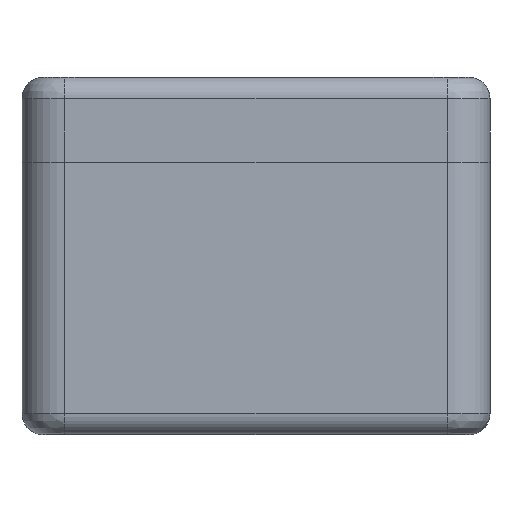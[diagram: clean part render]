
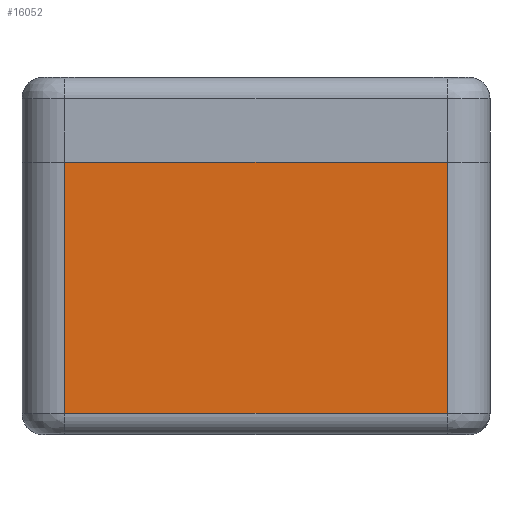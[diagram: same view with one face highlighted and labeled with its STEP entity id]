
A CAD part, front view. The second image highlights one B-rep face of the part: STEP entity #16052.
In plain terms, the highlighted planar face has unit normal (0, -1, 0).
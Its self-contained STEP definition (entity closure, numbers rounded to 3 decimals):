
#2038=FACE_OUTER_BOUND('',#2970,.T.);
#2970=EDGE_LOOP('',(#13472,#13473,#13474,#13475));
#4436=LINE('',#26342,#6026);
#4450=LINE('',#26421,#6040);
#4459=LINE('',#26445,#6049);
#4460=LINE('',#26447,#6050);
#6026=VECTOR('',#21614,10.);
#6040=VECTOR('',#21692,10.);
#6049=VECTOR('',#21719,10.);
#6050=VECTOR('',#21722,10.);
#7445=VERTEX_POINT('',#26288);
#7452=VERTEX_POINT('',#26338);
#7485=VERTEX_POINT('',#26418);
#7491=VERTEX_POINT('',#26443);
#9490=EDGE_CURVE('',#7452,#7445,#4436,.T.);
#9524=EDGE_CURVE('',#7445,#7485,#4450,.T.);
#9536=EDGE_CURVE('',#7491,#7452,#4459,.T.);
#9537=EDGE_CURVE('',#7485,#7491,#4460,.T.);
#13472=ORIENTED_EDGE('',*,*,#9537,.F.);
#13473=ORIENTED_EDGE('',*,*,#9524,.F.);
#13474=ORIENTED_EDGE('',*,*,#9490,.F.);
#13475=ORIENTED_EDGE('',*,*,#9536,.F.);
#14810=PLANE('',#17599);
#16052=ADVANCED_FACE('',(#2038),#14810,.T.);
#17599=AXIS2_PLACEMENT_3D('',#26446,#21720,#21721);
#21614=DIRECTION('',(-1.,0.,0.));
#21692=DIRECTION('',(0.,0.,1.));
#21719=DIRECTION('',(0.,0.,-1.));
#21720=DIRECTION('center_axis',(0.,-1.,0.));
#21721=DIRECTION('ref_axis',(1.,0.,0.));
#21722=DIRECTION('',(1.,0.,0.));
#26288=CARTESIAN_POINT('',(-22.5,-55.,-6.5));
#26338=CARTESIAN_POINT('',(22.5,-55.,-6.5));
#26342=CARTESIAN_POINT('',(-13.75,-55.,-6.5));
#26418=CARTESIAN_POINT('',(-22.5,-55.,23.));
#26421=CARTESIAN_POINT('',(-22.5,-55.,0.));
#26443=CARTESIAN_POINT('',(22.5,-55.,23.));
#26445=CARTESIAN_POINT('',(22.5,-55.,0.));
#26446=CARTESIAN_POINT('Origin',(-27.5,-55.,0.));
#26447=CARTESIAN_POINT('',(-13.75,-55.,23.));
